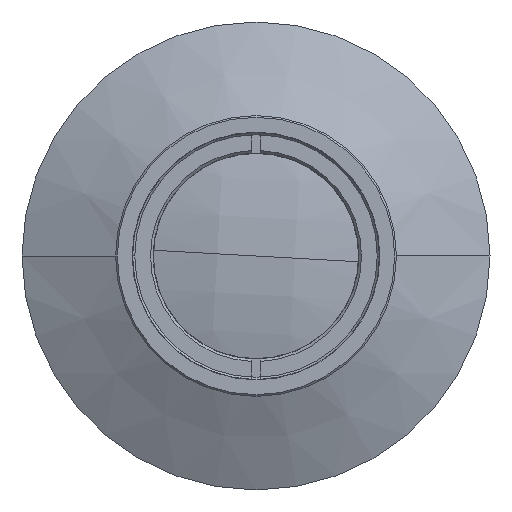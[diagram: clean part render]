
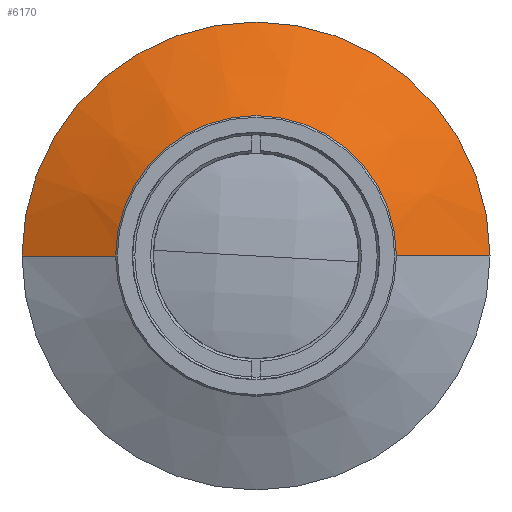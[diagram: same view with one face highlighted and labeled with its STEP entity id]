
A CAD part, left-side view. The second image highlights one B-rep face of the part: STEP entity #6170.
In plain terms, the highlighted conical face has half-angle 65 degrees and reference radius 27.5 mm.
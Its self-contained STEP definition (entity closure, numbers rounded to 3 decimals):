
#119 = CARTESIAN_POINT ( 'NONE',  ( 153.039, 27.5, 0. ) ) ;
#200 = EDGE_CURVE ( 'NONE', #11522, #1501, #4681, .T. ) ;
#381 = CARTESIAN_POINT ( 'NONE',  ( 147.443, -15.5, 0. ) ) ;
#497 = ORIENTED_EDGE ( 'NONE', *, *, #10531, .T. ) ;
#714 = DIRECTION ( 'NONE',  ( 1., 0., 0. ) ) ;
#913 = AXIS2_PLACEMENT_3D ( 'NONE', #2057, #714, #4391 ) ;
#1501 = VERTEX_POINT ( 'NONE', #12714 ) ;
#1683 = CARTESIAN_POINT ( 'NONE',  ( 153.039, 27.5, 0. ) ) ;
#1694 = CIRCLE ( 'NONE', #8652, 15.5 ) ;
#1734 = CARTESIAN_POINT ( 'NONE',  ( 153.039, 0., 0. ) ) ;
#1866 = CARTESIAN_POINT ( 'NONE',  ( 147.443, 0., 15.5 ) ) ;
#2057 = CARTESIAN_POINT ( 'NONE',  ( 147.443, 0., 0. ) ) ;
#2239 = CONICAL_SURFACE ( 'NONE', #14166, 27.5, 1.134 ) ;
#2524 = VERTEX_POINT ( 'NONE', #381 ) ;
#2978 = ORIENTED_EDGE ( 'NONE', *, *, #14301, .T. ) ;
#3026 = CARTESIAN_POINT ( 'NONE',  ( 153.039, -27.5, 0. ) ) ;
#3089 = DIRECTION ( 'NONE',  ( 0.423, -0.906, 0. ) ) ;
#4119 = LINE ( 'NONE', #3026, #5855 ) ;
#4391 = DIRECTION ( 'NONE',  ( 0., 0., -1. ) ) ;
#4681 = CIRCLE ( 'NONE', #5455, 27.5 ) ;
#4743 = DIRECTION ( 'NONE',  ( 0., 0., 1. ) ) ;
#4754 = DIRECTION ( 'NONE',  ( 1., 0., 0. ) ) ;
#4906 = CARTESIAN_POINT ( 'NONE',  ( 147.443, 15.5, 0. ) ) ;
#4968 = DIRECTION ( 'NONE',  ( 1., 0., 0. ) ) ;
#5455 = AXIS2_PLACEMENT_3D ( 'NONE', #9505, #4968, #4743 ) ;
#5855 = VECTOR ( 'NONE', #3089, 1000. ) ;
#6170 = ADVANCED_FACE ( 'NONE', ( #6792 ), #2239, .T. ) ;
#6299 = VERTEX_POINT ( 'NONE', #4906 ) ;
#6767 = ORIENTED_EDGE ( 'NONE', *, *, #10707, .F. ) ;
#6792 = FACE_OUTER_BOUND ( 'NONE', #12067, .T. ) ;
#7242 = VERTEX_POINT ( 'NONE', #1866 ) ;
#7317 = CARTESIAN_POINT ( 'NONE',  ( 153.039, 0., 0. ) ) ;
#7503 = CARTESIAN_POINT ( 'NONE',  ( 153.039, 0., 27.5 ) ) ;
#7646 = CIRCLE ( 'NONE', #913, 15.5 ) ;
#7928 = EDGE_CURVE ( 'NONE', #6299, #10925, #14980, .T. ) ;
#8333 = DIRECTION ( 'NONE',  ( 0., 0., 1. ) ) ;
#8590 = ORIENTED_EDGE ( 'NONE', *, *, #7928, .F. ) ;
#8652 = AXIS2_PLACEMENT_3D ( 'NONE', #8909, #10382, #11387 ) ;
#8909 = CARTESIAN_POINT ( 'NONE',  ( 147.443, 0., 0. ) ) ;
#9505 = CARTESIAN_POINT ( 'NONE',  ( 153.039, 0., 0. ) ) ;
#10185 = ORIENTED_EDGE ( 'NONE', *, *, #13105, .T. ) ;
#10347 = ORIENTED_EDGE ( 'NONE', *, *, #200, .F. ) ;
#10382 = DIRECTION ( 'NONE',  ( 1., 0., 0. ) ) ;
#10531 = EDGE_CURVE ( 'NONE', #7242, #2524, #1694, .T. ) ;
#10707 = EDGE_CURVE ( 'NONE', #10925, #11522, #14377, .T. ) ;
#10925 = VERTEX_POINT ( 'NONE', #119 ) ;
#11329 = VECTOR ( 'NONE', #12330, 1000. ) ;
#11387 = DIRECTION ( 'NONE',  ( 0., 0., -1. ) ) ;
#11522 = VERTEX_POINT ( 'NONE', #7503 ) ;
#11526 = DIRECTION ( 'NONE',  ( 0., 1., 0. ) ) ;
#12067 = EDGE_LOOP ( 'NONE', ( #497, #2978, #10347, #6767, #8590, #10185 ) ) ;
#12330 = DIRECTION ( 'NONE',  ( 0.423, 0.906, 0. ) ) ;
#12714 = CARTESIAN_POINT ( 'NONE',  ( 153.039, -27.5, 0. ) ) ;
#13105 = EDGE_CURVE ( 'NONE', #6299, #7242, #7646, .T. ) ;
#14166 = AXIS2_PLACEMENT_3D ( 'NONE', #1734, #14952, #11526 ) ;
#14301 = EDGE_CURVE ( 'NONE', #2524, #1501, #4119, .T. ) ;
#14377 = CIRCLE ( 'NONE', #14638, 27.5 ) ;
#14638 = AXIS2_PLACEMENT_3D ( 'NONE', #7317, #4754, #8333 ) ;
#14952 = DIRECTION ( 'NONE',  ( 1., 0., 0. ) ) ;
#14980 = LINE ( 'NONE', #1683, #11329 ) ;
